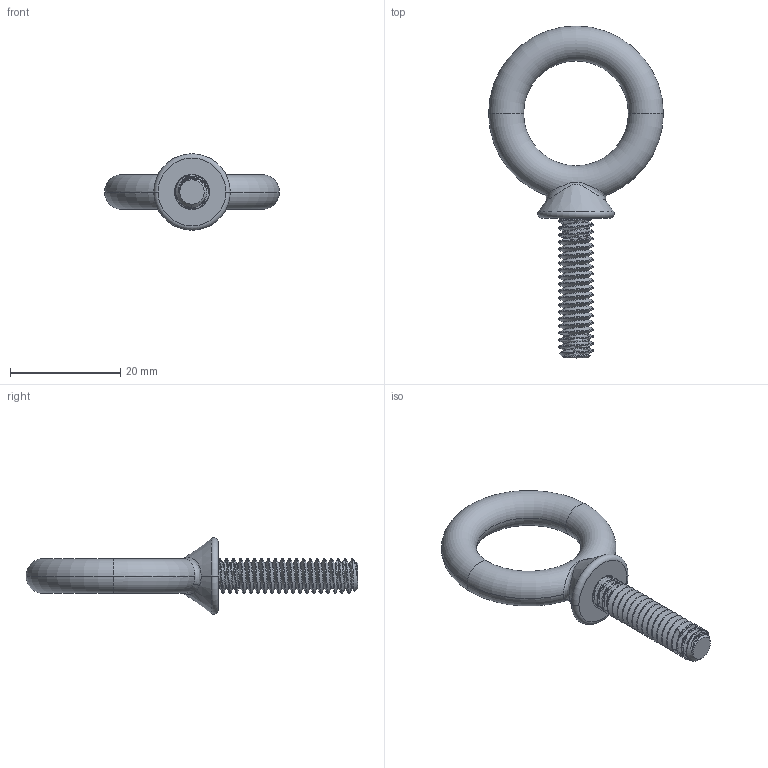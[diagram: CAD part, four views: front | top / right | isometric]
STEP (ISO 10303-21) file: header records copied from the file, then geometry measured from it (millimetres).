
FILE_DESCRIPTION (( 'STEP AP203' ), '1' );
FILE_NAME ('8891T72_316 Stainless Steel Eyebolt.STEP', '2021-07-09T10:39:15', ( 'Administrator' ), ( 'Managed by Terraform' ), 'SwSTEP 2.0', 'SolidWorks 2017', '' );
FILE_SCHEMA (( 'CONFIG_CONTROL_DESIGN' ));
Length unit declared in the file: inch
Products named in the file (1): 8891T72_316 Stainless Steel Eyebolt
Bounding box: 31.75 x 60.33 x 13.89 mm (x, y, z)
Volume: 3636.8 mm3; surface area: 2630 mm2
Topology: 1 solids, 1 shells, 58 faces, 164 edges, 107 vertices
Faces by surface type: cylinder 40, torus 6, bspline 5, cone 5, plane 2
Entity records: 5580 total; most frequent: CARTESIAN_POINT 4270, ORIENTED_EDGE 328, DIRECTION 196, EDGE_CURVE 164, VERTEX_POINT 107, AXIS2_PLACEMENT_3D 76, EDGE_LOOP 59, ADVANCED_FACE 58
